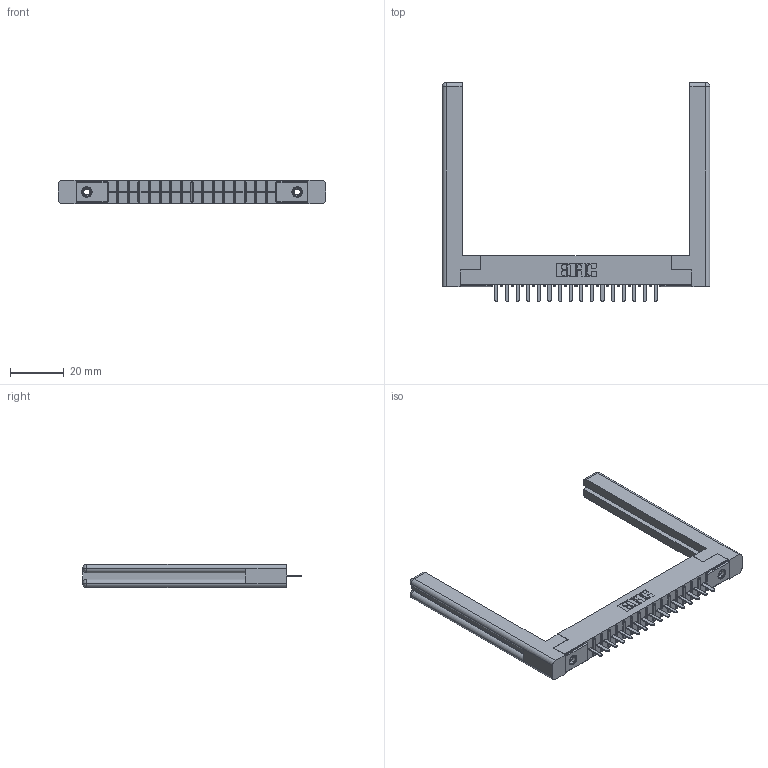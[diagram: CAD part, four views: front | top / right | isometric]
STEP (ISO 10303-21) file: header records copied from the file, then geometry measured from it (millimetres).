
FILE_DESCRIPTION (( 'STEP AP203' ), '1' );
FILE_NAME ('316-016-420-158.STEP', '2020-09-22T17:49:35', ( '' ), ( '' ), 'SwSTEP 2.0', 'SolidWorks 2020', '' );
FILE_SCHEMA (( 'CONFIG_CONTROL_DESIGN' ));
Length unit declared in the file: inch
Products named in the file (5): 306-290-001_120; 306 Part_.156 Dia; 345-250-001_345-250-001-102; 307-220-058; 316-016-420-158
Assembly tree (21 placements, depth 2):
  316-016-420-158
    306 Part_.156 Dia
    306-290-001_120  x16
    345-250-001_345-250-001-102  x2
    307-220-058  x2
Bounding box: 100.03 x 81.76 x 8.71 mm (x, y, z)
Volume: 14466.8 mm3; surface area: 15178.7 mm2
Topology: 21 solids, 21 shells, 1378 faces, 3822 edges, 2448 vertices
Faces by surface type: plane 904, cylinder 386, sphere 64, cone 12, torus 12
Entity records: 20878 total; most frequent: CARTESIAN_POINT 3510, DIRECTION 3419, ORIENTED_EDGE 3418, EDGE_CURVE 1709, VECTOR 1317, LINE 1317, VERTEX_POINT 1088, AXIS2_PLACEMENT_3D 1051
